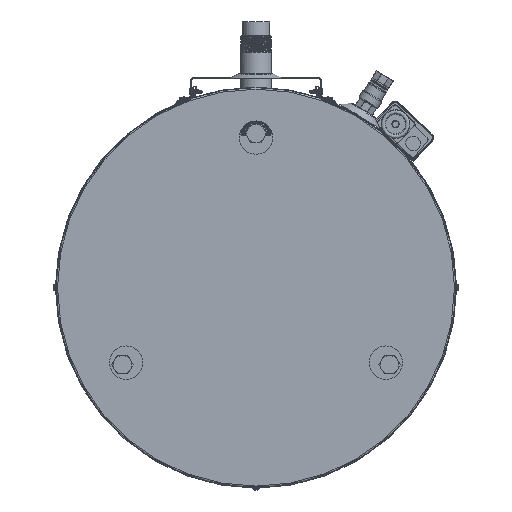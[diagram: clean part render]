
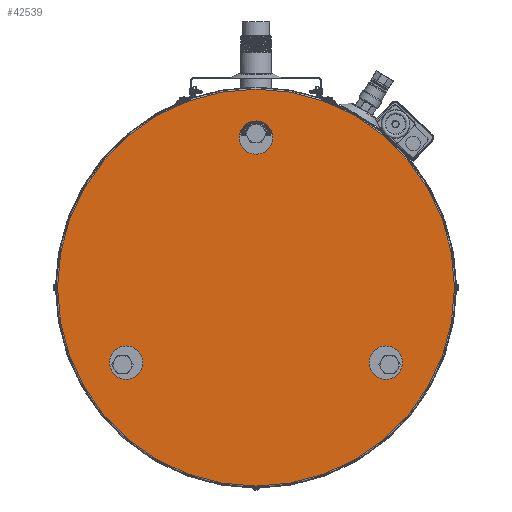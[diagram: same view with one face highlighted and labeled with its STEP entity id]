
A CAD part, front view. The second image highlights one B-rep face of the part: STEP entity #42539.
In plain terms, the highlighted planar face has unit normal (0, -1, 0).
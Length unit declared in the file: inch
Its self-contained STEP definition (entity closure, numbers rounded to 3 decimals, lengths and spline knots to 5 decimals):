
#1224 = ORIENTED_EDGE ( 'NONE', *, *, #123828, .T. ) ;
#2042 = CARTESIAN_POINT ( 'NONE',  ( 7.79423, -0.53, -4.5 ) ) ;
#2200 = CARTESIAN_POINT ( 'NONE',  ( 0., -0.53, 9. ) ) ;
#2797 = CARTESIAN_POINT ( 'NONE',  ( -7.79423, -0.53, -4.5 ) ) ;
#3839 = ORIENTED_EDGE ( 'NONE', *, *, #26697, .T. ) ;
#5168 = DIRECTION ( 'NONE',  ( -1., 0., 0. ) ) ;
#9040 = AXIS2_PLACEMENT_3D ( 'NONE', #34325, #42891, #77657 ) ;
#10573 = ORIENTED_EDGE ( 'NONE', *, *, #69379, .T. ) ;
#12635 = CARTESIAN_POINT ( 'NONE',  ( -8.79423, -0.53, -4.5 ) ) ;
#15742 = DIRECTION ( 'NONE',  ( 0., 1., 0. ) ) ;
#19235 = AXIS2_PLACEMENT_3D ( 'NONE', #112805, #15742, #5168 ) ;
#20125 = ORIENTED_EDGE ( 'NONE', *, *, #22218, .T. ) ;
#22218 = EDGE_CURVE ( 'NONE', #59494, #59494, #69313, .T. ) ;
#26697 = EDGE_CURVE ( 'NONE', #88407, #88407, #54126, .T. ) ;
#28403 = PLANE ( 'NONE',  #19235 ) ;
#34325 = CARTESIAN_POINT ( 'NONE',  ( 0., -0.53, 0. ) ) ;
#34491 = DIRECTION ( 'NONE',  ( -1., 0., 0. ) ) ;
#42539 = ADVANCED_FACE ( 'NONE', ( #93741, #125459, #103675, #136098 ), #28403, .F. ) ;
#42891 = DIRECTION ( 'NONE',  ( 0., -1., 0. ) ) ;
#45108 = DIRECTION ( 'NONE',  ( 0., 1., 0. ) ) ;
#50414 = VERTEX_POINT ( 'NONE', #82466 ) ;
#54126 = CIRCLE ( 'NONE', #9040, 11.905 ) ;
#55821 = CIRCLE ( 'NONE', #135082, 1. ) ;
#59494 = VERTEX_POINT ( 'NONE', #92231 ) ;
#66449 = VERTEX_POINT ( 'NONE', #12635 ) ;
#69313 = CIRCLE ( 'NONE', #85283, 1. ) ;
#69379 = EDGE_CURVE ( 'NONE', #66449, #66449, #55821, .T. ) ;
#73488 = AXIS2_PLACEMENT_3D ( 'NONE', #2042, #45108, #34491 ) ;
#76235 = EDGE_LOOP ( 'NONE', ( #10573 ) ) ;
#77657 = DIRECTION ( 'NONE',  ( 1., 0., 0. ) ) ;
#78589 = DIRECTION ( 'NONE',  ( 0., 1., 0. ) ) ;
#82466 = CARTESIAN_POINT ( 'NONE',  ( 6.79423, -0.53, -4.5 ) ) ;
#84052 = EDGE_LOOP ( 'NONE', ( #20125 ) ) ;
#85283 = AXIS2_PLACEMENT_3D ( 'NONE', #2200, #133103, #87966 ) ;
#87966 = DIRECTION ( 'NONE',  ( -1., 0., 0. ) ) ;
#88407 = VERTEX_POINT ( 'NONE', #110282 ) ;
#89446 = CIRCLE ( 'NONE', #73488, 1. ) ;
#89984 = DIRECTION ( 'NONE',  ( -1., 0., 0. ) ) ;
#92231 = CARTESIAN_POINT ( 'NONE',  ( -1., -0.53, 9. ) ) ;
#93741 = FACE_BOUND ( 'NONE', #137677, .T. ) ;
#103675 = FACE_BOUND ( 'NONE', #84052, .T. ) ;
#110151 = EDGE_LOOP ( 'NONE', ( #3839 ) ) ;
#110282 = CARTESIAN_POINT ( 'NONE',  ( 11.905, -0.53, 0. ) ) ;
#112805 = CARTESIAN_POINT ( 'NONE',  ( 0., -0.53, 0. ) ) ;
#123828 = EDGE_CURVE ( 'NONE', #50414, #50414, #89446, .T. ) ;
#125459 = FACE_BOUND ( 'NONE', #76235, .T. ) ;
#133103 = DIRECTION ( 'NONE',  ( 0., 1., 0. ) ) ;
#135082 = AXIS2_PLACEMENT_3D ( 'NONE', #2797, #78589, #89984 ) ;
#136098 = FACE_OUTER_BOUND ( 'NONE', #110151, .T. ) ;
#137677 = EDGE_LOOP ( 'NONE', ( #1224 ) ) ;
